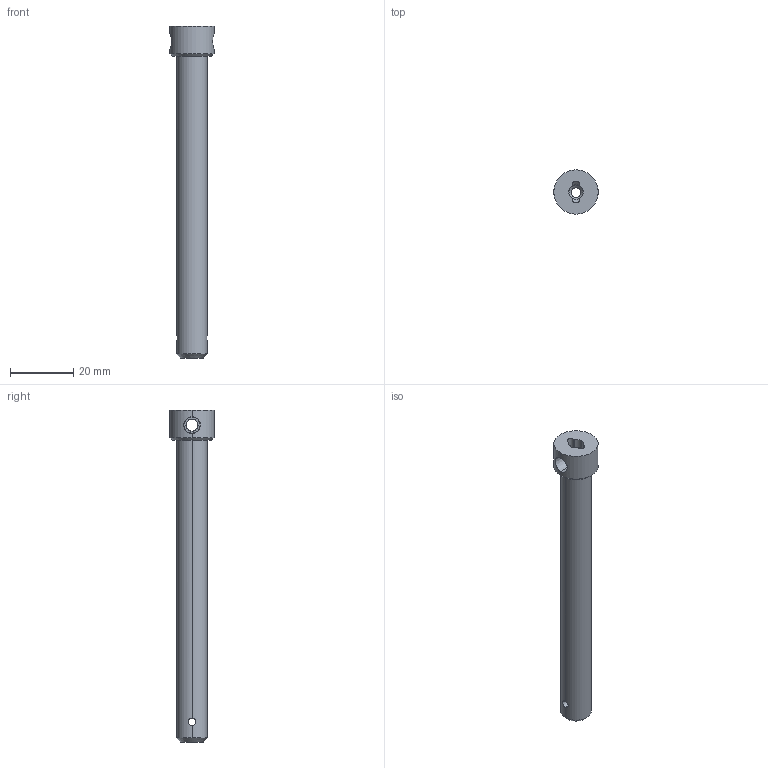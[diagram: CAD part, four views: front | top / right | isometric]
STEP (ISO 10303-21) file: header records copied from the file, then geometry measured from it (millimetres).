
FILE_DESCRIPTION (( 'STEP AP214' ), '1' );
FILE_NAME ('Landing Gear Lever Shaft.STEP', '2021-04-22T05:06:11', ( '' ), ( '' ), 'SwSTEP 2.0', 'SolidWorks 2019', '' );
FILE_SCHEMA (( 'AUTOMOTIVE_DESIGN' ));
Length unit declared in the file: inch
Products named in the file (1): Landing Gear Lever Shaft
Bounding box: 13.97 x 13.97 x 104.68 mm (x, y, z)
Volume: 6429.1 mm3; surface area: 5196.3 mm2
Topology: 1 solids, 1 shells, 39 faces, 102 edges, 60 vertices
Faces by surface type: cylinder 18, cone 12, plane 9
Entity records: 1660 total; most frequent: CARTESIAN_POINT 668, ORIENTED_EDGE 204, DIRECTION 194, EDGE_CURVE 102, AXIS2_PLACEMENT_3D 74, VERTEX_POINT 60, VECTOR 46, LINE 46
